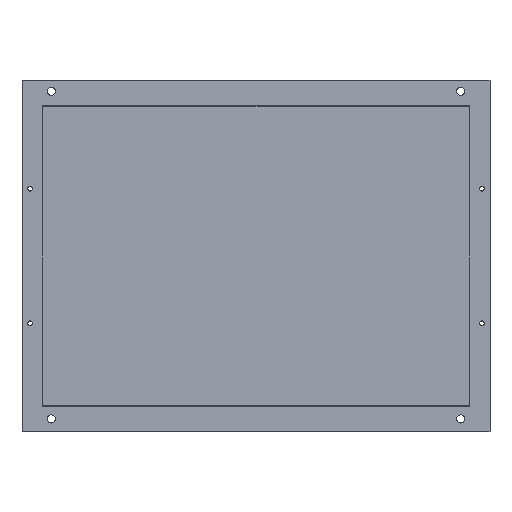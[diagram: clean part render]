
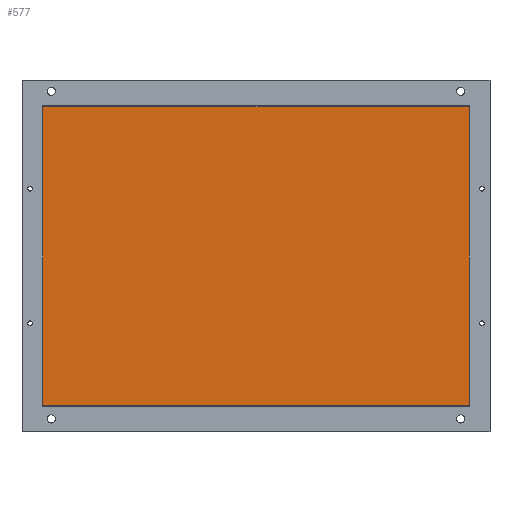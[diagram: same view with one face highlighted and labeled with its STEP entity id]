
A CAD part, front view. The second image highlights one B-rep face of the part: STEP entity #577.
In plain terms, the highlighted planar face has unit normal (0, -1, 0).
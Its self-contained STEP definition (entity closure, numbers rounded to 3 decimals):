
#3 = LINE ( 'NONE', #1107, #387 ) ;
#6 = LINE ( 'NONE', #809, #415 ) ;
#38 = EDGE_LOOP ( 'NONE', ( #56, #155, #46, #812 ) ) ;
#46 = ORIENTED_EDGE ( 'NONE', *, *, #668, .T. ) ;
#56 = ORIENTED_EDGE ( 'NONE', *, *, #1041, .T. ) ;
#130 = EDGE_CURVE ( 'NONE', #245, #817, #1344, .T. ) ;
#155 = ORIENTED_EDGE ( 'NONE', *, *, #130, .T. ) ;
#188 = DIRECTION ( 'NONE',  ( 0., 0., 1. ) ) ;
#245 = VERTEX_POINT ( 'NONE', #1253 ) ;
#293 = AXIS2_PLACEMENT_3D ( 'NONE', #841, #839, #836 ) ;
#387 = VECTOR ( 'NONE', #188, 1000. ) ;
#415 = VECTOR ( 'NONE', #810, 1000. ) ;
#461 = VECTOR ( 'NONE', #501, 1000. ) ;
#501 = DIRECTION ( 'NONE',  ( -1., 0., 0. ) ) ;
#514 = CARTESIAN_POINT ( 'NONE',  ( 365.565, -1.42, 255.2 ) ) ;
#577 = ADVANCED_FACE ( 'NONE', ( #790 ), #862, .T. ) ;
#668 = EDGE_CURVE ( 'NONE', #817, #1458, #6, .T. ) ;
#671 = CARTESIAN_POINT ( 'NONE',  ( 364.2, -1.42, 255.2 ) ) ;
#746 = CARTESIAN_POINT ( 'NONE',  ( -364.2, -1.42, -255.2 ) ) ;
#790 = FACE_OUTER_BOUND ( 'NONE', #38, .T. ) ;
#794 = VECTOR ( 'NONE', #1197, 1000. ) ;
#809 = CARTESIAN_POINT ( 'NONE',  ( 365.565, -1.42, -255.2 ) ) ;
#810 = DIRECTION ( 'NONE',  ( 1., 0., 0. ) ) ;
#812 = ORIENTED_EDGE ( 'NONE', *, *, #1447, .T. ) ;
#817 = VERTEX_POINT ( 'NONE', #746 ) ;
#836 = DIRECTION ( 'NONE',  ( 0., 0., -1. ) ) ;
#839 = DIRECTION ( 'NONE',  ( 0., -1., 0. ) ) ;
#841 = CARTESIAN_POINT ( 'NONE',  ( 0., -1.42, 0. ) ) ;
#850 = VERTEX_POINT ( 'NONE', #671 ) ;
#862 = PLANE ( 'NONE',  #293 ) ;
#1041 = EDGE_CURVE ( 'NONE', #850, #245, #1085, .T. ) ;
#1085 = LINE ( 'NONE', #514, #461 ) ;
#1107 = CARTESIAN_POINT ( 'NONE',  ( 364.2, -1.42, -254.2 ) ) ;
#1184 = CARTESIAN_POINT ( 'NONE',  ( -364.2, -1.42, -254.2 ) ) ;
#1197 = DIRECTION ( 'NONE',  ( 0., 0., -1. ) ) ;
#1253 = CARTESIAN_POINT ( 'NONE',  ( -364.2, -1.42, 255.2 ) ) ;
#1344 = LINE ( 'NONE', #1184, #794 ) ;
#1418 = CARTESIAN_POINT ( 'NONE',  ( 364.2, -1.42, -255.2 ) ) ;
#1447 = EDGE_CURVE ( 'NONE', #1458, #850, #3, .T. ) ;
#1458 = VERTEX_POINT ( 'NONE', #1418 ) ;
